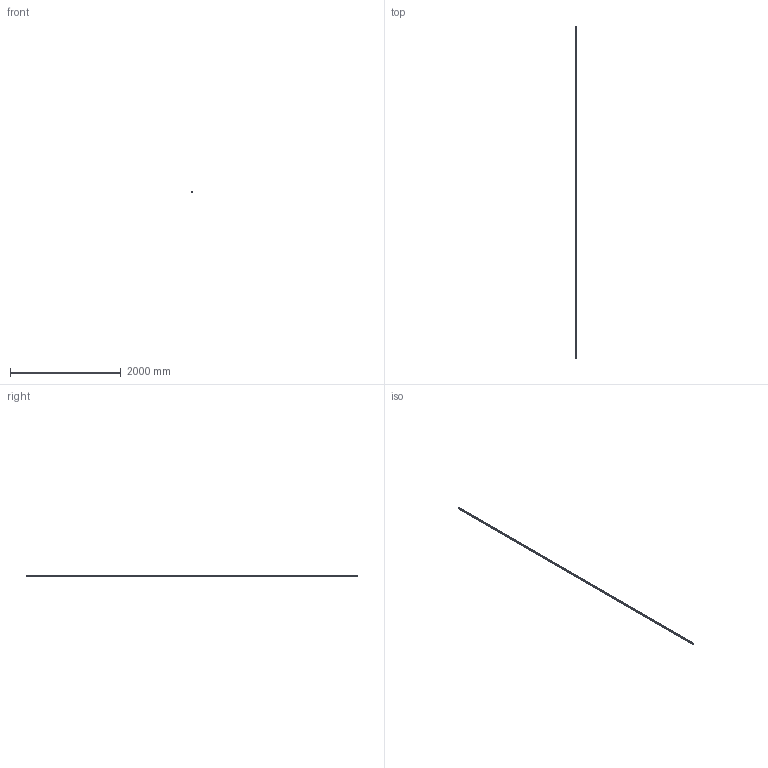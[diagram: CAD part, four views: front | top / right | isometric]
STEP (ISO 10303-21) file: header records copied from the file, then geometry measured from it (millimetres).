
FILE_DESCRIPTION(/* description */ (''),/* implementation_level */ '2;1');
FILE_NAME(/* name */ '23365.stp',/* time_stamp */ '2019-08-13T14:15:13+02:00',/* author */ ('Michel'),/* organization */ (''),/* preprocessor_version */ 'ST-DEVELOPER v17.2',/* originating_system */ 'Autodesk Inventor 2019',/* authorisation */ '');
FILE_SCHEMA (('AUTOMOTIVE_DESIGN { 1 0 10303 214 3 1 1 }'));
Length unit declared in the file: millimetre
Products named in the file (2): 23365; 23364
Assembly tree (1 placements, depth 2):
  23365
    23364
Bounding box: 20 x 6000 x 20 mm (x, y, z)
Volume: 671787.6 mm3; surface area: 696175 mm2
Topology: 1 solids, 1 shells, 15 faces, 39 edges, 26 vertices
Faces by surface type: plane 10, cylinder 5
Full cylindrical faces by diameter (mm): 5.2 x5
Entity records: 550 total; most frequent: DIRECTION 85, CARTESIAN_POINT 83, ORIENTED_EDGE 78, EDGE_CURVE 39, LINE 29, VECTOR 29, AXIS2_PLACEMENT_3D 28, VERTEX_POINT 26
